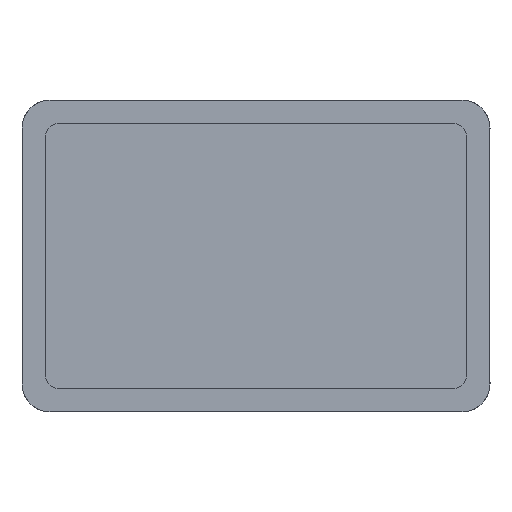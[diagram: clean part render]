
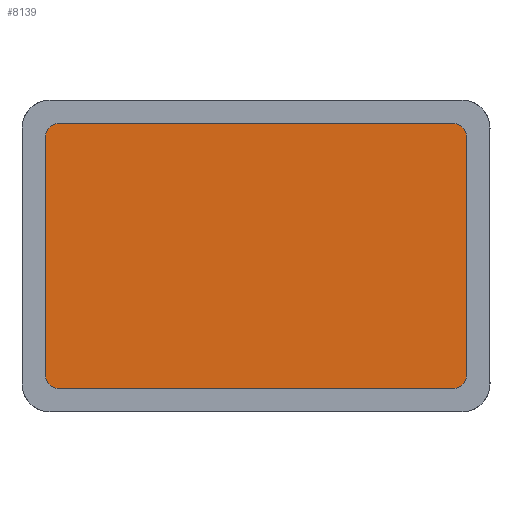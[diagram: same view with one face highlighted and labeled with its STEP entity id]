
A CAD part, front view. The second image highlights one B-rep face of the part: STEP entity #8139.
In plain terms, the highlighted planar face has unit normal (0, -1, 0).
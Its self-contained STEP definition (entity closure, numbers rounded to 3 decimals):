
#281 = CARTESIAN_POINT ( 'NONE',  ( -135., 0., 76. ) ) ;
#478 = CARTESIAN_POINT ( 'NONE',  ( 126., 0., -85. ) ) ;
#485 = DIRECTION ( 'NONE',  ( -1., 0., 0. ) ) ;
#594 = EDGE_CURVE ( 'NONE', #12359, #6335, #18415, .T. ) ;
#771 = DIRECTION ( 'NONE',  ( 0., 1., 0. ) ) ;
#1121 = DIRECTION ( 'NONE',  ( 0., 1., 0. ) ) ;
#1279 = DIRECTION ( 'NONE',  ( 0., 0., -1. ) ) ;
#1398 = DIRECTION ( 'NONE',  ( 0., 0., 1. ) ) ;
#2264 = CARTESIAN_POINT ( 'NONE',  ( -126., 0., -76. ) ) ;
#2329 = EDGE_CURVE ( 'NONE', #16948, #12359, #7165, .T. ) ;
#2758 = ORIENTED_EDGE ( 'NONE', *, *, #2329, .F. ) ;
#3260 = VERTEX_POINT ( 'NONE', #7557 ) ;
#4183 = FACE_OUTER_BOUND ( 'NONE', #13768, .T. ) ;
#4661 = CARTESIAN_POINT ( 'NONE',  ( 126., 0., 85. ) ) ;
#5015 = AXIS2_PLACEMENT_3D ( 'NONE', #18413, #16834, #5315 ) ;
#5312 = CARTESIAN_POINT ( 'NONE',  ( -135., 0., 76. ) ) ;
#5315 = DIRECTION ( 'NONE',  ( 0., 0., 1. ) ) ;
#5379 = DIRECTION ( 'NONE',  ( 0., 0., 1. ) ) ;
#5681 = ORIENTED_EDGE ( 'NONE', *, *, #594, .F. ) ;
#5926 = VECTOR ( 'NONE', #1279, 1000. ) ;
#5989 = CARTESIAN_POINT ( 'NONE',  ( -126., 0., -85. ) ) ;
#6335 = VERTEX_POINT ( 'NONE', #478 ) ;
#6779 = CARTESIAN_POINT ( 'NONE',  ( 126., 0., 76. ) ) ;
#6878 = VERTEX_POINT ( 'NONE', #5312 ) ;
#6924 = DIRECTION ( 'NONE',  ( 0., 0., 1. ) ) ;
#7165 = LINE ( 'NONE', #14098, #5926 ) ;
#7381 = LINE ( 'NONE', #281, #11290 ) ;
#7411 = LINE ( 'NONE', #11731, #11734 ) ;
#7557 = CARTESIAN_POINT ( 'NONE',  ( -135., 0., -76. ) ) ;
#7875 = AXIS2_PLACEMENT_3D ( 'NONE', #2264, #771, #15180 ) ;
#7928 = EDGE_CURVE ( 'NONE', #3260, #6878, #7381, .T. ) ;
#8139 = ADVANCED_FACE ( 'NONE', ( #4183 ), #11210, .F. ) ;
#8195 = DIRECTION ( 'NONE',  ( 0., 1., 0. ) ) ;
#8869 = CARTESIAN_POINT ( 'NONE',  ( 135., 0., 76. ) ) ;
#8987 = AXIS2_PLACEMENT_3D ( 'NONE', #6779, #8195, #5379 ) ;
#9057 = CARTESIAN_POINT ( 'NONE',  ( -126., 0., 85. ) ) ;
#9134 = VECTOR ( 'NONE', #13354, 1000. ) ;
#9428 = VERTEX_POINT ( 'NONE', #17039 ) ;
#9822 = AXIS2_PLACEMENT_3D ( 'NONE', #11506, #15188, #1398 ) ;
#9982 = EDGE_CURVE ( 'NONE', #6878, #9428, #10716, .T. ) ;
#10035 = ORIENTED_EDGE ( 'NONE', *, *, #7928, .F. ) ;
#10150 = VERTEX_POINT ( 'NONE', #4661 ) ;
#10487 = ORIENTED_EDGE ( 'NONE', *, *, #16301, .F. ) ;
#10716 = CIRCLE ( 'NONE', #9822, 9. ) ;
#11072 = CARTESIAN_POINT ( 'NONE',  ( 135., 0., -76. ) ) ;
#11210 = PLANE ( 'NONE',  #5015 ) ;
#11290 = VECTOR ( 'NONE', #11702, 1000. ) ;
#11506 = CARTESIAN_POINT ( 'NONE',  ( -126., 0., 76. ) ) ;
#11702 = DIRECTION ( 'NONE',  ( 0., 0., 1. ) ) ;
#11731 = CARTESIAN_POINT ( 'NONE',  ( -126., 0., -85. ) ) ;
#11734 = VECTOR ( 'NONE', #485, 1000. ) ;
#11926 = EDGE_CURVE ( 'NONE', #10150, #16948, #15258, .T. ) ;
#12359 = VERTEX_POINT ( 'NONE', #11072 ) ;
#12422 = ORIENTED_EDGE ( 'NONE', *, *, #18173, .F. ) ;
#12436 = ORIENTED_EDGE ( 'NONE', *, *, #11926, .F. ) ;
#13354 = DIRECTION ( 'NONE',  ( 1., 0., 0. ) ) ;
#13768 = EDGE_LOOP ( 'NONE', ( #10487, #15151, #5681, #2758, #12436, #12422, #17936, #10035 ) ) ;
#14098 = CARTESIAN_POINT ( 'NONE',  ( 135., 0., 76. ) ) ;
#14860 = AXIS2_PLACEMENT_3D ( 'NONE', #18252, #1121, #6924 ) ;
#15028 = EDGE_CURVE ( 'NONE', #6335, #15383, #7411, .T. ) ;
#15151 = ORIENTED_EDGE ( 'NONE', *, *, #15028, .F. ) ;
#15180 = DIRECTION ( 'NONE',  ( 0., 0., 1. ) ) ;
#15188 = DIRECTION ( 'NONE',  ( 0., 1., 0. ) ) ;
#15258 = CIRCLE ( 'NONE', #8987, 9. ) ;
#15383 = VERTEX_POINT ( 'NONE', #5989 ) ;
#16301 = EDGE_CURVE ( 'NONE', #15383, #3260, #16553, .T. ) ;
#16553 = CIRCLE ( 'NONE', #7875, 9. ) ;
#16834 = DIRECTION ( 'NONE',  ( 0., 1., 0. ) ) ;
#16948 = VERTEX_POINT ( 'NONE', #8869 ) ;
#17039 = CARTESIAN_POINT ( 'NONE',  ( -126., 0., 85. ) ) ;
#17665 = LINE ( 'NONE', #9057, #9134 ) ;
#17936 = ORIENTED_EDGE ( 'NONE', *, *, #9982, .F. ) ;
#18173 = EDGE_CURVE ( 'NONE', #9428, #10150, #17665, .T. ) ;
#18252 = CARTESIAN_POINT ( 'NONE',  ( 126., 0., -76. ) ) ;
#18413 = CARTESIAN_POINT ( 'NONE',  ( -126., 0., -76. ) ) ;
#18415 = CIRCLE ( 'NONE', #14860, 9. ) ;
